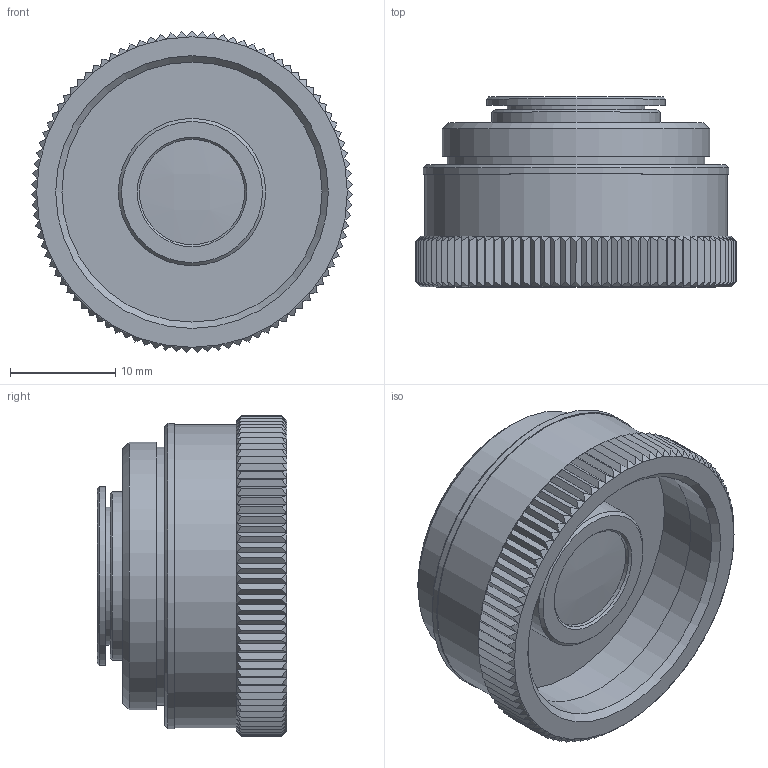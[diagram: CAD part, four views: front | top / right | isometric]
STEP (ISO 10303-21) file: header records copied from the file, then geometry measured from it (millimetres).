
FILE_DESCRIPTION (( 'STEP AP214' ), '1' );
FILE_NAME ('6GF90011BV_001_STEP.STEP', '2021-03-29T05:38:17', ( '' ), ( '' ), 'SwSTEP 2.0', 'SolidWorks 2019', '' );
FILE_SCHEMA (( 'AUTOMOTIVE_DESIGN' ));
Length unit declared in the file: millimetre
Products named in the file (1): 6GF90011BV_001_STEP
Bounding box: 30.5 x 18.04 x 30.49 mm (x, y, z)
Volume: 6364 mm3; surface area: 4444 mm2
Topology: 1 solids, 1 shells, 229 faces, 639 edges, 425 vertices
Faces by surface type: plane 203, cylinder 13, cone 11, bspline 2
Full cylindrical faces by diameter (mm): 10 x1, 11 x1, 13.1 x1, 14 x1, 16 x1, 17 x1, 22 x1, 24.5 x1, 24.7 x1, 25.4 x1, 25.6 x1, 28.8 x1, 29 x1
Entity records: 7668 total; most frequent: CARTESIAN_POINT 2424, ORIENTED_EDGE 1214, DIRECTION 720, EDGE_CURVE 607, VERTEX_POINT 417, B_SPLINE_CURVE_WITH_KNOTS 380, EDGE_LOOP 266, AXIS2_PLACEMENT_3D 265
